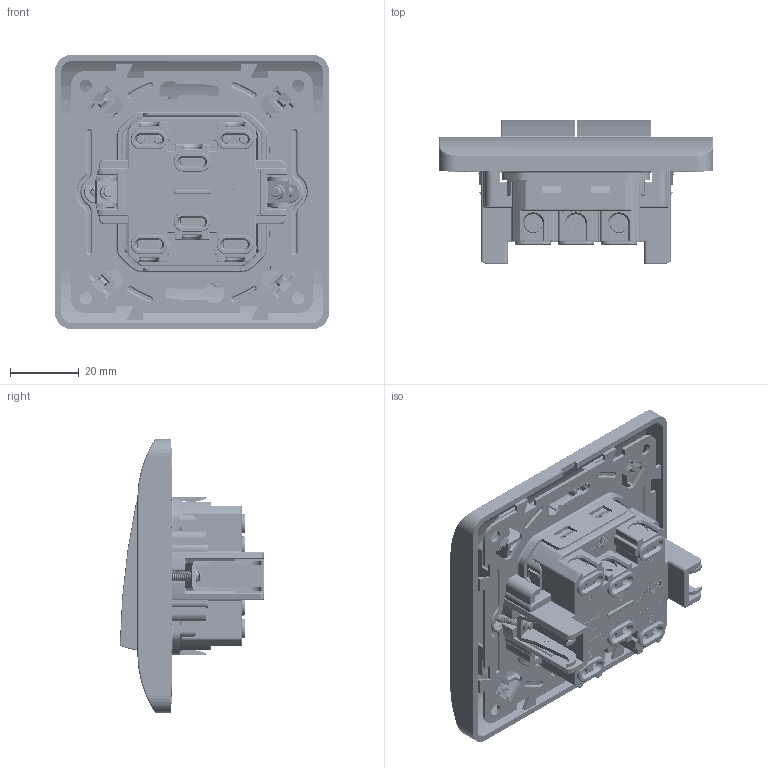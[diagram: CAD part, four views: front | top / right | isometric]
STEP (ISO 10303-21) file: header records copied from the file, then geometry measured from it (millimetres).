
FILE_DESCRIPTION((''),'2;1');
FILE_NAME('ASM0041_ASM_ASM','2024-01-24T',('wznwsJS'),(''),'PRO/ENGINEER BY PARAMETRIC TECHNOLOGY CORPORATION, 2008380','PRO/ENGINEER BY PARAMETRIC TECHNOLOGY CORPORATION, 2008380','');
FILE_SCHEMA(('CONFIG_CONTROL_DESIGN'));
Length unit declared in the file: millimetre
Products named in the file (32): PRT0255; PRT0257; ASM0059_ASM; PRT0258; YXB_7_2; DDLS_M3_1; ASM0060_ASM; PRT0259; PRT0260; ASM0061_ASM; PRT0261; PRT0262; PRT0263; PRT0265; PRT0266; PRT0267; PRT0268; PRT0269; PRT0270; ASM0058_ASM; PRT0271; PRT0272; ASM0057_ASM; ASM0050_ASM; ASM0049_ASM; ASM0048_ASM; PRT0145; PRT0146; PRT0147; PRT0148; ASM0046_ASM_ASM_ASM; ASM0041_ASM_ASM
Assembly tree (44 placements, depth 8):
  ASM0041_ASM_ASM
    ASM0048_ASM
      ASM0049_ASM
        ASM0050_ASM
          ASM0057_ASM
            ASM0058_ASM
              PRT0255
              ASM0059_ASM  x4
                PRT0257
              ASM0060_ASM  x2
                PRT0258
                YXB_7_2
                DDLS_M3_1
              ASM0061_ASM  x2
                PRT0259
                PRT0260
              PRT0261
              PRT0262
              PRT0263
              PRT0265  x2
              PRT0266  x2
              PRT0267  x2
              PRT0268
              PRT0269  x2
              PRT0270  x2
            PRT0271
            PRT0272  x2
    ASM0046_ASM_ASM_ASM  x2
      PRT0145
      PRT0146
      PRT0147
      PRT0148
Bounding box: 80 x 42.1 x 80 mm (x, y, z)
Volume: 45439.6 mm3; surface area: 67552.8 mm2
Topology: 38 solids, 42 shells, 5351 faces, 14919 edges, 9697 vertices
Faces by surface type: plane 3135, cylinder 1484, torus 320, bspline 208, cone 84, sphere 72, extrusion 48
Entity records: 162178 total; most frequent: CARTESIAN_POINT 43292, ORIENTED_EDGE 25488, DIRECTION 24167, EDGE_CURVE 12744, VECTOR 8421, LINE 8373, VERTEX_POINT 8328, AXIS2_PLACEMENT_3D 7873
